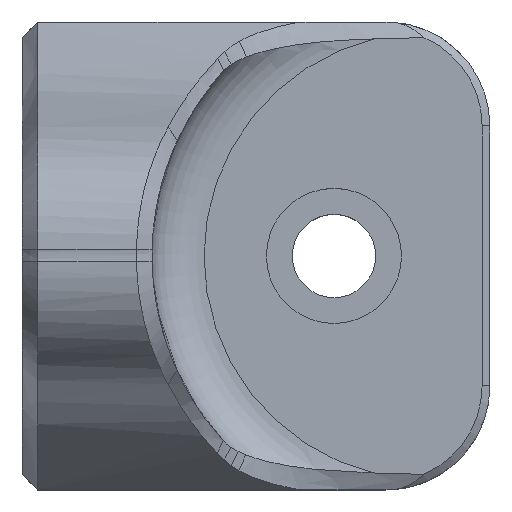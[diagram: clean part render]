
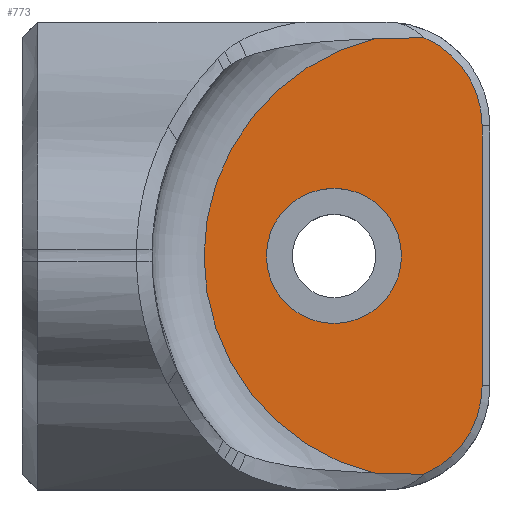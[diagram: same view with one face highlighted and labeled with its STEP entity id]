
A CAD part, top view. The second image highlights one B-rep face of the part: STEP entity #773.
In plain terms, the highlighted planar face has unit normal (0, 0, 1).
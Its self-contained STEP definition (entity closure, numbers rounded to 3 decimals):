
#30=FACE_BOUND('',#159,.T.);
#68=PLANE('',#831);
#112=FACE_OUTER_BOUND('',#158,.T.);
#158=EDGE_LOOP('',(#718,#719,#720,#721,#722,#723));
#159=EDGE_LOOP('',(#724));
#161=LINE('',#984,#204);
#204=VECTOR('',#843,10.);
#246=CIRCLE('',#789,3.7);
#249=CIRCLE('',#794,3.7);
#254=CIRCLE('',#804,2.6);
#259=CIRCLE('',#822,8.6);
#266=B_SPLINE_CURVE_WITH_KNOTS('',3,(#1099,#1100,#1101,#1102,#1103,#1104,
#1105,#1106,#1107,#1108,#1109,#1110,#1111,#1112),.UNSPECIFIED.,.F.,.F.,
(4,2,2,2,2,2,4),(0.302,0.314,0.382,
0.459,0.485,0.494,0.5),
 .UNSPECIFIED.);
#299=B_SPLINE_CURVE_WITH_KNOTS('',3,(#2878,#2879,#2880,#2881,#2882,#2883,
#2884,#2885),.UNSPECIFIED.,.F.,.F.,(4,2,2,4),(0.287,0.298,
0.344,0.465),.UNSPECIFIED.);
#307=VERTEX_POINT('',#968);
#308=VERTEX_POINT('',#977);
#310=VERTEX_POINT('',#983);
#312=VERTEX_POINT('',#989);
#320=VERTEX_POINT('',#1098);
#326=VERTEX_POINT('',#1151);
#371=VERTEX_POINT('',#2869);
#381=EDGE_CURVE('',#307,#308,#246,.T.);
#384=EDGE_CURVE('',#308,#310,#161,.T.);
#389=EDGE_CURVE('',#310,#312,#249,.T.);
#399=EDGE_CURVE('',#312,#320,#266,.T.);
#406=EDGE_CURVE('',#326,#326,#254,.T.);
#472=EDGE_CURVE('',#371,#307,#299,.T.);
#486=EDGE_CURVE('',#320,#371,#259,.T.);
#718=ORIENTED_EDGE('',*,*,#381,.F.);
#719=ORIENTED_EDGE('',*,*,#472,.F.);
#720=ORIENTED_EDGE('',*,*,#486,.F.);
#721=ORIENTED_EDGE('',*,*,#399,.F.);
#722=ORIENTED_EDGE('',*,*,#389,.F.);
#723=ORIENTED_EDGE('',*,*,#384,.F.);
#724=ORIENTED_EDGE('',*,*,#406,.T.);
#773=ADVANCED_FACE('',(#112,#30),#68,.T.);
#789=AXIS2_PLACEMENT_3D('',#978,#836,#837);
#794=AXIS2_PLACEMENT_3D('',#1020,#850,#851);
#804=AXIS2_PLACEMENT_3D('',#1152,#875,#876);
#822=AXIS2_PLACEMENT_3D('',#3263,#939,#940);
#831=AXIS2_PLACEMENT_3D('',#3281,#963,#964);
#836=DIRECTION('center_axis',(0.,0.,-1.));
#837=DIRECTION('ref_axis',(0.707,0.707,0.));
#843=DIRECTION('',(0.,-1.,0.));
#850=DIRECTION('center_axis',(0.,0.,-1.));
#851=DIRECTION('ref_axis',(0.707,-0.707,0.));
#875=DIRECTION('center_axis',(0.,0.,-1.));
#876=DIRECTION('ref_axis',(1.,0.,0.));
#939=DIRECTION('center_axis',(0.,0.,-1.));
#940=DIRECTION('ref_axis',(-1.,0.002,0.));
#963=DIRECTION('center_axis',(0.,0.,1.));
#964=DIRECTION('ref_axis',(1.,0.,0.));
#968=CARTESIAN_POINT('',(6.463,8.39,3.929));
#977=CARTESIAN_POINT('',(8.7,4.992,3.929));
#978=CARTESIAN_POINT('Origin',(5.,4.992,3.929));
#983=CARTESIAN_POINT('',(8.7,-5.008,3.929));
#984=CARTESIAN_POINT('',(8.7,-4.5,3.929));
#989=CARTESIAN_POINT('',(6.452,-8.412,3.929));
#1020=CARTESIAN_POINT('Origin',(5.,-5.008,3.929));
#1098=CARTESIAN_POINT('',(4.509,-8.359,3.929));
#1099=CARTESIAN_POINT('Ctrl Pts',(6.452,-8.412,3.929));
#1100=CARTESIAN_POINT('Ctrl Pts',(6.41,-8.411,3.929));
#1101=CARTESIAN_POINT('Ctrl Pts',(6.369,-8.411,3.929));
#1102=CARTESIAN_POINT('Ctrl Pts',(6.098,-8.409,3.929));
#1103=CARTESIAN_POINT('Ctrl Pts',(5.876,-8.404,3.929));
#1104=CARTESIAN_POINT('Ctrl Pts',(5.382,-8.39,3.929));
#1105=CARTESIAN_POINT('Ctrl Pts',(5.105,-8.379,3.929));
#1106=CARTESIAN_POINT('Ctrl Pts',(4.8,-8.368,3.929));
#1107=CARTESIAN_POINT('Ctrl Pts',(4.719,-8.365,3.929));
#1108=CARTESIAN_POINT('Ctrl Pts',(4.614,-8.362,3.929));
#1109=CARTESIAN_POINT('Ctrl Pts',(4.587,-8.361,3.929));
#1110=CARTESIAN_POINT('Ctrl Pts',(4.543,-8.36,3.929));
#1111=CARTESIAN_POINT('Ctrl Pts',(4.526,-8.359,3.929));
#1112=CARTESIAN_POINT('Ctrl Pts',(4.509,-8.359,3.929));
#1151=CARTESIAN_POINT('',(0.4,-0.008,3.929));
#1152=CARTESIAN_POINT('Origin',(3.,-0.008,3.929));
#2869=CARTESIAN_POINT('',(4.577,8.342,3.929));
#2878=CARTESIAN_POINT('Ctrl Pts',(4.577,8.342,3.929));
#2879=CARTESIAN_POINT('Ctrl Pts',(4.614,8.343,3.929));
#2880=CARTESIAN_POINT('Ctrl Pts',(4.652,8.344,3.929));
#2881=CARTESIAN_POINT('Ctrl Pts',(4.859,8.351,3.929));
#2882=CARTESIAN_POINT('Ctrl Pts',(5.029,8.357,3.929));
#2883=CARTESIAN_POINT('Ctrl Pts',(5.702,8.38,3.929));
#2884=CARTESIAN_POINT('Ctrl Pts',(6.039,8.388,3.929));
#2885=CARTESIAN_POINT('Ctrl Pts',(6.463,8.39,3.929));
#3263=CARTESIAN_POINT('Origin',(6.6,-0.017,3.929));
#3281=CARTESIAN_POINT('Origin',(2.5,0.,3.929));
